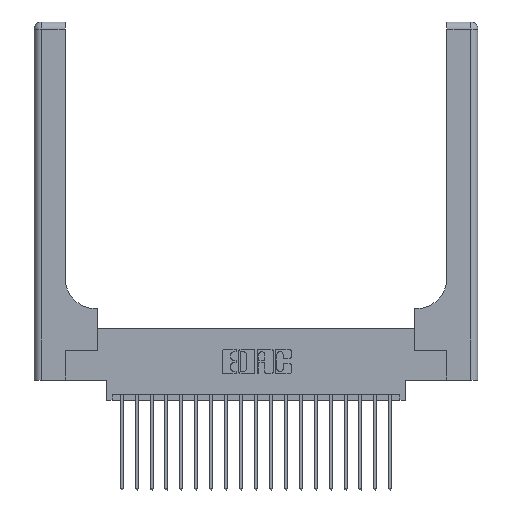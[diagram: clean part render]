
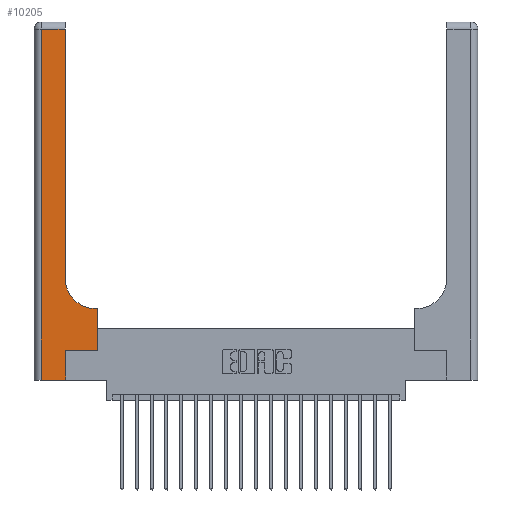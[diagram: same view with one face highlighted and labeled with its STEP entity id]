
A CAD part, top view. The second image highlights one B-rep face of the part: STEP entity #10205.
In plain terms, the highlighted planar face has unit normal (0, 0, 1).
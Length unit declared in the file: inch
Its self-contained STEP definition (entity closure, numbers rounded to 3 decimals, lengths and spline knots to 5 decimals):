
#118 = VECTOR ( 'NONE', #16689, 39.37008 ) ;
#302 = DIRECTION ( 'NONE',  ( 0., 0., -1. ) ) ;
#670 = LINE ( 'NONE', #1783, #8796 ) ;
#986 = VERTEX_POINT ( 'NONE', #6099 ) ;
#1783 = CARTESIAN_POINT ( 'NONE',  ( 0.26, 3., 0.37 ) ) ;
#2078 = DIRECTION ( 'NONE',  ( 0., 1., 0. ) ) ;
#2082 = CARTESIAN_POINT ( 'NONE',  ( 0.26, 0.85, 0.37 ) ) ;
#2403 = CARTESIAN_POINT ( 'NONE',  ( 0.265, 0.25, 0.37 ) ) ;
#2440 = ORIENTED_EDGE ( 'NONE', *, *, #16255, .T. ) ;
#2973 = VERTEX_POINT ( 'NONE', #15296 ) ;
#3041 = EDGE_CURVE ( 'NONE', #14013, #2973, #4056, .T. ) ;
#3824 = CARTESIAN_POINT ( 'NONE',  ( 0.06, 3., 0.37 ) ) ;
#3868 = LINE ( 'NONE', #14441, #11933 ) ;
#4056 = LINE ( 'NONE', #17393, #14140 ) ;
#4064 = VERTEX_POINT ( 'NONE', #2082 ) ;
#4104 = ORIENTED_EDGE ( 'NONE', *, *, #16807, .T. ) ;
#4217 = ORIENTED_EDGE ( 'NONE', *, *, #11258, .T. ) ;
#4673 = EDGE_CURVE ( 'NONE', #4064, #14714, #670, .T. ) ;
#5126 = DIRECTION ( 'NONE',  ( 0., 1., 0. ) ) ;
#6099 = CARTESIAN_POINT ( 'NONE',  ( 0.265, 0., 0.37 ) ) ;
#6239 = DIRECTION ( 'NONE',  ( 0., 0., -1. ) ) ;
#6331 = ORIENTED_EDGE ( 'NONE', *, *, #4673, .T. ) ;
#7077 = LINE ( 'NONE', #10893, #7586 ) ;
#7239 = EDGE_LOOP ( 'NONE', ( #6331, #20709, #2440, #4217, #16034, #14350, #11242, #14242, #4104 ) ) ;
#7332 = LINE ( 'NONE', #2403, #11110 ) ;
#7586 = VECTOR ( 'NONE', #12516, 39.37008 ) ;
#7785 = DIRECTION ( 'NONE',  ( 0., 1., 0. ) ) ;
#7907 = LINE ( 'NONE', #8677, #19680 ) ;
#8677 = CARTESIAN_POINT ( 'NONE',  ( 0., 0., 0.37 ) ) ;
#8690 = CARTESIAN_POINT ( 'NONE',  ( 0.06, 2.94, 0.37 ) ) ;
#8796 = VECTOR ( 'NONE', #5126, 39.37008 ) ;
#9061 = CARTESIAN_POINT ( 'NONE',  ( 0.06, 0., 0.37 ) ) ;
#9171 = CARTESIAN_POINT ( 'NONE',  ( 0.51, 0.6, 0.37 ) ) ;
#9991 = CARTESIAN_POINT ( 'NONE',  ( 0.51, 0.85, 0.37 ) ) ;
#10205 = ADVANCED_FACE ( 'NONE', ( #16464 ), #15863, .F. ) ;
#10884 = CARTESIAN_POINT ( 'NONE',  ( 0., 3., 0.37 ) ) ;
#10893 = CARTESIAN_POINT ( 'NONE',  ( 0., 2.94, 0.37 ) ) ;
#11011 = EDGE_CURVE ( 'NONE', #2973, #11327, #3868, .T. ) ;
#11110 = VECTOR ( 'NONE', #20042, 39.37008 ) ;
#11242 = ORIENTED_EDGE ( 'NONE', *, *, #3041, .T. ) ;
#11258 = EDGE_CURVE ( 'NONE', #19012, #986, #7907, .T. ) ;
#11327 = VERTEX_POINT ( 'NONE', #9171 ) ;
#11614 = DIRECTION ( 'NONE',  ( 1., 0., 0. ) ) ;
#11623 = LINE ( 'NONE', #13352, #15384 ) ;
#11933 = VECTOR ( 'NONE', #12883, 39.37008 ) ;
#11961 = CIRCLE ( 'NONE', #13147, 0.25 ) ;
#12154 = AXIS2_PLACEMENT_3D ( 'NONE', #10884, #6239, #17471 ) ;
#12226 = EDGE_CURVE ( 'NONE', #986, #17337, #11623, .T. ) ;
#12488 = EDGE_CURVE ( 'NONE', #14714, #17610, #7077, .T. ) ;
#12516 = DIRECTION ( 'NONE',  ( -1., 0., 0. ) ) ;
#12565 = CARTESIAN_POINT ( 'NONE',  ( 0.265, 0.25, 0.37 ) ) ;
#12883 = DIRECTION ( 'NONE',  ( -1., 0., 0. ) ) ;
#13147 = AXIS2_PLACEMENT_3D ( 'NONE', #9991, #302, #11614 ) ;
#13219 = CARTESIAN_POINT ( 'NONE',  ( 0.528, 0.25, 0.37 ) ) ;
#13352 = CARTESIAN_POINT ( 'NONE',  ( 0.265, 0., 0.37 ) ) ;
#13508 = DIRECTION ( 'NONE',  ( 1., 0., 0. ) ) ;
#13740 = CARTESIAN_POINT ( 'NONE',  ( 0.26, 2.94, 0.37 ) ) ;
#14013 = VERTEX_POINT ( 'NONE', #13219 ) ;
#14140 = VECTOR ( 'NONE', #7785, 39.37008 ) ;
#14242 = ORIENTED_EDGE ( 'NONE', *, *, #11011, .T. ) ;
#14350 = ORIENTED_EDGE ( 'NONE', *, *, #18919, .T. ) ;
#14441 = CARTESIAN_POINT ( 'NONE',  ( 0.26, 0.6, 0.37 ) ) ;
#14714 = VERTEX_POINT ( 'NONE', #13740 ) ;
#15296 = CARTESIAN_POINT ( 'NONE',  ( 0.528, 0.6, 0.37 ) ) ;
#15384 = VECTOR ( 'NONE', #2078, 39.37008 ) ;
#15863 = PLANE ( 'NONE',  #12154 ) ;
#16034 = ORIENTED_EDGE ( 'NONE', *, *, #12226, .T. ) ;
#16255 = EDGE_CURVE ( 'NONE', #17610, #19012, #17260, .T. ) ;
#16464 = FACE_OUTER_BOUND ( 'NONE', #7239, .T. ) ;
#16689 = DIRECTION ( 'NONE',  ( 0., -1., 0. ) ) ;
#16807 = EDGE_CURVE ( 'NONE', #11327, #4064, #11961, .T. ) ;
#17260 = LINE ( 'NONE', #3824, #118 ) ;
#17337 = VERTEX_POINT ( 'NONE', #12565 ) ;
#17393 = CARTESIAN_POINT ( 'NONE',  ( 0.528, 0.25, 0.37 ) ) ;
#17471 = DIRECTION ( 'NONE',  ( -1., 0., 0. ) ) ;
#17610 = VERTEX_POINT ( 'NONE', #8690 ) ;
#18919 = EDGE_CURVE ( 'NONE', #17337, #14013, #7332, .T. ) ;
#19012 = VERTEX_POINT ( 'NONE', #9061 ) ;
#19680 = VECTOR ( 'NONE', #13508, 39.37008 ) ;
#20042 = DIRECTION ( 'NONE',  ( 1., 0., 0. ) ) ;
#20709 = ORIENTED_EDGE ( 'NONE', *, *, #12488, .T. ) ;
